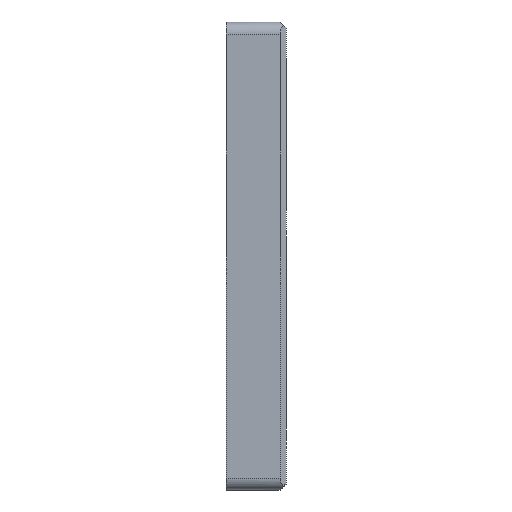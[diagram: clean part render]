
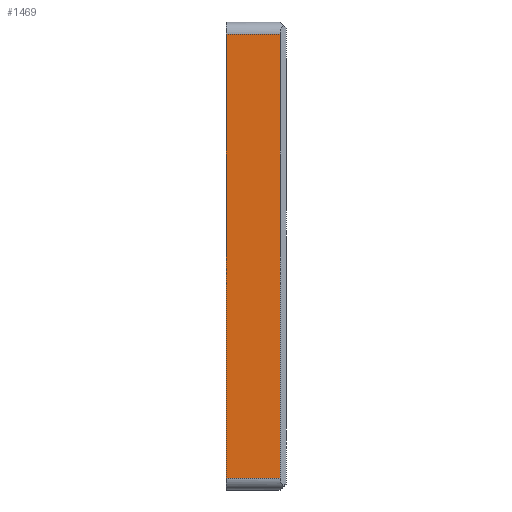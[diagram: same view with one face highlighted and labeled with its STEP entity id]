
A CAD part, left-side view. The second image highlights one B-rep face of the part: STEP entity #1469.
In plain terms, the highlighted planar face has unit normal (-1, 0, 0).
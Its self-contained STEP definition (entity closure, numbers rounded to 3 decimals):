
#31 = FACE_OUTER_BOUND ( 'NONE', #1773, .T. ) ;
#32 = CARTESIAN_POINT ( 'NONE',  ( -27., 5., 18.5 ) ) ;
#68 = CARTESIAN_POINT ( 'NONE',  ( -27., 5., 0. ) ) ;
#242 = CARTESIAN_POINT ( 'NONE',  ( -27., 5., 18.5 ) ) ;
#268 = DIRECTION ( 'NONE',  ( -1., 0., 0. ) ) ;
#277 = CARTESIAN_POINT ( 'NONE',  ( -27., 5., -18.5 ) ) ;
#349 = DIRECTION ( 'NONE',  ( 0., 0., -1. ) ) ;
#379 = VERTEX_POINT ( 'NONE', #277 ) ;
#436 = CARTESIAN_POINT ( 'NONE',  ( -27., 0.5, -18.5 ) ) ;
#445 = DIRECTION ( 'NONE',  ( 0., -1., 0. ) ) ;
#479 = VECTOR ( 'NONE', #445, 1000. ) ;
#514 = VERTEX_POINT ( 'NONE', #881 ) ;
#594 = ORIENTED_EDGE ( 'NONE', *, *, #1747, .T. ) ;
#620 = VERTEX_POINT ( 'NONE', #32 ) ;
#756 = EDGE_CURVE ( 'NONE', #620, #379, #1613, .T. ) ;
#798 = DIRECTION ( 'NONE',  ( 0., 1., 0. ) ) ;
#823 = DIRECTION ( 'NONE',  ( 0., 0., 1. ) ) ;
#852 = VECTOR ( 'NONE', #1137, 1000. ) ;
#881 = CARTESIAN_POINT ( 'NONE',  ( -27., 0.5, 18.5 ) ) ;
#962 = PLANE ( 'NONE',  #1797 ) ;
#972 = LINE ( 'NONE', #1416, #852 ) ;
#1060 = VECTOR ( 'NONE', #798, 1000. ) ;
#1092 = VECTOR ( 'NONE', #349, 1000. ) ;
#1137 = DIRECTION ( 'NONE',  ( 0., 0., 1. ) ) ;
#1153 = LINE ( 'NONE', #1724, #479 ) ;
#1257 = ORIENTED_EDGE ( 'NONE', *, *, #756, .T. ) ;
#1357 = EDGE_CURVE ( 'NONE', #514, #620, #1504, .T. ) ;
#1416 = CARTESIAN_POINT ( 'NONE',  ( -27., 0.5, 19.5 ) ) ;
#1437 = EDGE_CURVE ( 'NONE', #1552, #514, #972, .T. ) ;
#1461 = ORIENTED_EDGE ( 'NONE', *, *, #1437, .T. ) ;
#1469 = ADVANCED_FACE ( 'NONE', ( #31 ), #962, .T. ) ;
#1504 = LINE ( 'NONE', #242, #1060 ) ;
#1527 = CARTESIAN_POINT ( 'NONE',  ( -27., 5., 0. ) ) ;
#1539 = ORIENTED_EDGE ( 'NONE', *, *, #1357, .T. ) ;
#1552 = VERTEX_POINT ( 'NONE', #436 ) ;
#1613 = LINE ( 'NONE', #68, #1092 ) ;
#1724 = CARTESIAN_POINT ( 'NONE',  ( -27., 5., -18.5 ) ) ;
#1747 = EDGE_CURVE ( 'NONE', #379, #1552, #1153, .T. ) ;
#1773 = EDGE_LOOP ( 'NONE', ( #1461, #1539, #1257, #594 ) ) ;
#1797 = AXIS2_PLACEMENT_3D ( 'NONE', #1527, #268, #823 ) ;
